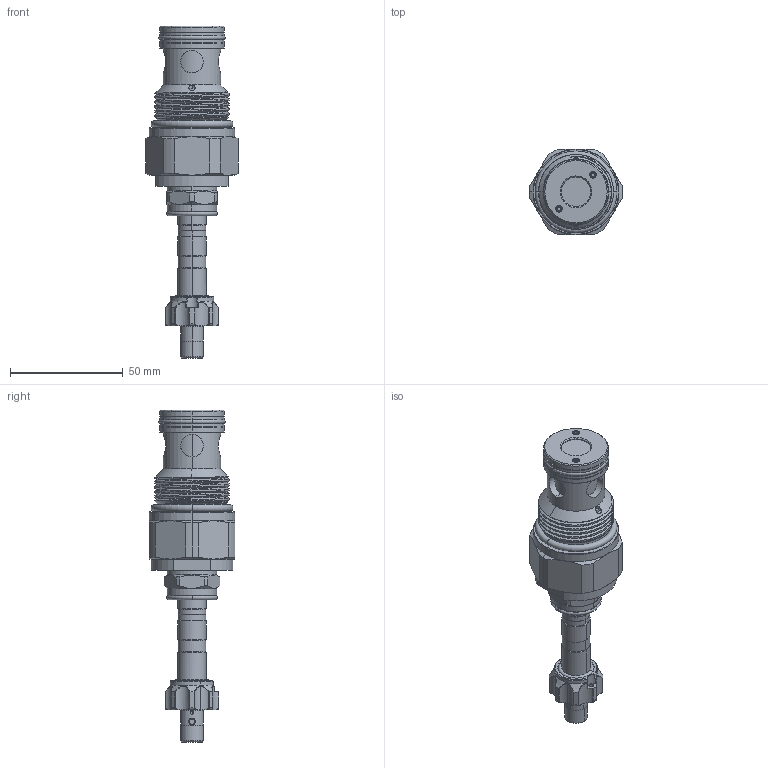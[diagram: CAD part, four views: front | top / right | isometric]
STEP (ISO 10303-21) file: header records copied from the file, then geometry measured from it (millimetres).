
FILE_DESCRIPTION (( 'STEP AP203' ), '1' );
FILE_NAME ('EP16W2A31T95.STEP', '2024-12-09T01:28:51', ( '' ), ( '' ), 'SwSTEP 2.0', 'SolidWorks 2018', '' );
FILE_SCHEMA (( 'CONFIG_CONTROL_DESIGN' ));
Length unit declared in the file: millimetre
Products named in the file (1): EP16W2A31T95
Bounding box: 41.1 x 38 x 146.93 mm (x, y, z)
Volume: 74080.1 mm3; surface area: 16529.4 mm2
Topology: 1 solids, 3 shells, 395 faces, 921 edges, 560 vertices
Faces by surface type: cylinder 186, cone 70, plane 58, torus 43, bspline 38
Entity records: 18327 total; most frequent: CARTESIAN_POINT 9612, ORIENTED_EDGE 1838, DIRECTION 1795, EDGE_CURVE 919, AXIS2_PLACEMENT_3D 765, VERTEX_POINT 560, EDGE_LOOP 427, CIRCLE 407
